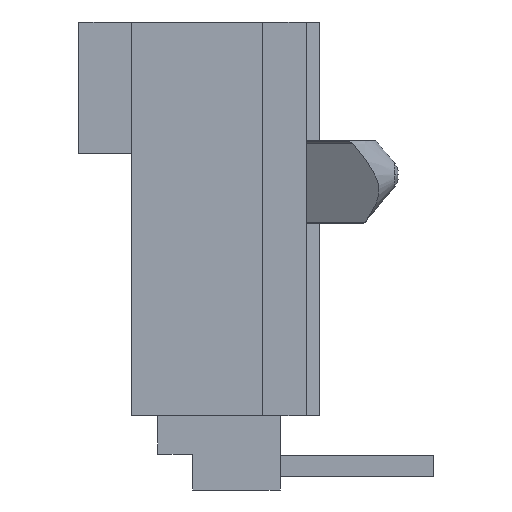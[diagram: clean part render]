
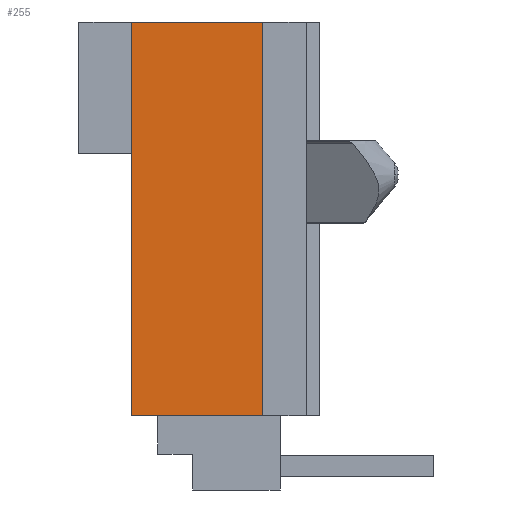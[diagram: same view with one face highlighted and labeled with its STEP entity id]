
A CAD part, left-side view. The second image highlights one B-rep face of the part: STEP entity #255.
In plain terms, the highlighted planar face has unit normal (-1, 0, 0).
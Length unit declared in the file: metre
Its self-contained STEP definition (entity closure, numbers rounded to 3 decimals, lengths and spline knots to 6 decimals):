
#255 = ADVANCED_FACE( '', ( #687 ), #688, .T. );
#687 = FACE_OUTER_BOUND( '', #1258, .T. );
#688 = PLANE( '', #1259 );
#1258 = EDGE_LOOP( '', ( #3024, #3025, #3026, #3027 ) );
#1259 = AXIS2_PLACEMENT_3D( '', #3028, #3029, #3030 );
#3024 = ORIENTED_EDGE( '', *, *, #3314, .T. );
#3025 = ORIENTED_EDGE( '', *, *, #3475, .F. );
#3026 = ORIENTED_EDGE( '', *, *, #3218, .F. );
#3027 = ORIENTED_EDGE( '', *, *, #3074, .T. );
#3028 = CARTESIAN_POINT( '', ( -0.00889, 0.00254, -0.005715 ) );
#3029 = DIRECTION( '', ( -1., 0., 0. ) );
#3030 = DIRECTION( '', ( 0., 0., 1. ) );
#3074 = EDGE_CURVE( '', #3672, #3670, #3673, .T. );
#3218 = EDGE_CURVE( '', #3672, #3949, #3950, .T. );
#3314 = EDGE_CURVE( '', #3670, #4120, #4122, .T. );
#3475 = EDGE_CURVE( '', #3949, #4120, #4379, .T. );
#3670 = VERTEX_POINT( '', #4668 );
#3672 = VERTEX_POINT( '', #4671 );
#3673 = LINE( '', #4672, #4673 );
#3949 = VERTEX_POINT( '', #5090 );
#3950 = LINE( '', #5091, #5092 );
#4120 = VERTEX_POINT( '', #5360 );
#4122 = LINE( '', #5363, #5364 );
#4379 = LINE( '', #5867, #5868 );
#4668 = CARTESIAN_POINT( '', ( -0.00889, -0.00127, -0.005715 ) );
#4671 = CARTESIAN_POINT( '', ( -0.00889, 0.00254, -0.005715 ) );
#4672 = CARTESIAN_POINT( '', ( -0.00889, 0.00254, -0.005715 ) );
#4673 = VECTOR( '', #6256, 1. );
#5090 = CARTESIAN_POINT( '', ( -0.00889, 0.00254, 0.005715 ) );
#5091 = CARTESIAN_POINT( '', ( -0.00889, 0.00254, -0.005715 ) );
#5092 = VECTOR( '', #6419, 1. );
#5360 = CARTESIAN_POINT( '', ( -0.00889, -0.00127, 0.005715 ) );
#5363 = CARTESIAN_POINT( '', ( -0.00889, -0.00127, -0.005715 ) );
#5364 = VECTOR( '', #6522, 1. );
#5867 = CARTESIAN_POINT( '', ( -0.00889, 0.00254, 0.005715 ) );
#5868 = VECTOR( '', #6692, 1. );
#6256 = DIRECTION( '', ( 0., -1., 0. ) );
#6419 = DIRECTION( '', ( 0., 0., 1. ) );
#6522 = DIRECTION( '', ( 0., 0., 1. ) );
#6692 = DIRECTION( '', ( 0., -1., 0. ) );
